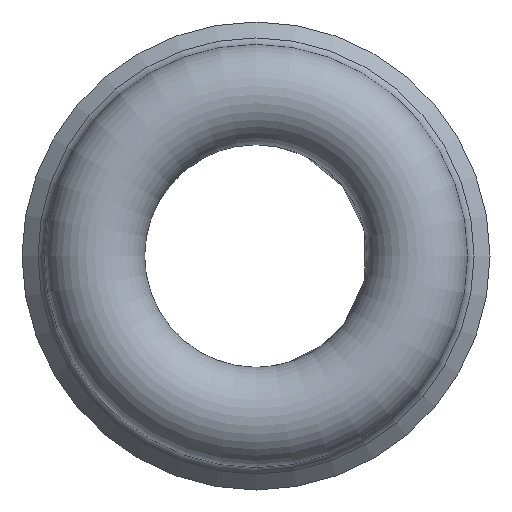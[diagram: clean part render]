
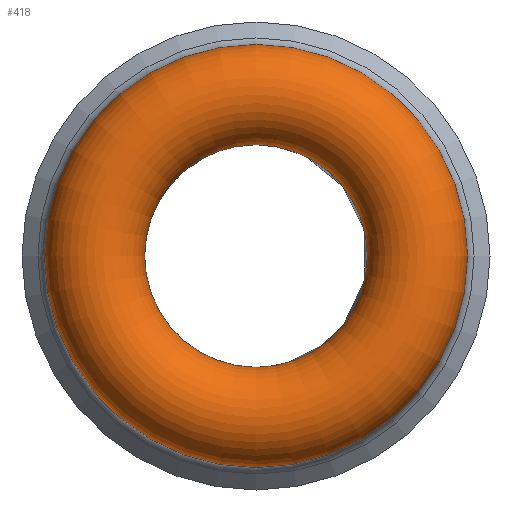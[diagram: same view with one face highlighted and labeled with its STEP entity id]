
A CAD part, front view. The second image highlights one B-rep face of the part: STEP entity #418.
In plain terms, the highlighted toroidal (fillet/blend) face has major radius 7.25 mm and minor radius 2.25 mm.
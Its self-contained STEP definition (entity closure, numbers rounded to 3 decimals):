
#18=TOROIDAL_SURFACE('',#464,7.25,2.25);
#27=CIRCLE('',#461,5.);
#28=CIRCLE('',#462,5.);
#30=CIRCLE('',#465,9.5);
#31=CIRCLE('',#466,2.25);
#32=CIRCLE('',#467,9.5);
#86=FACE_OUTER_BOUND('',#109,.T.);
#109=EDGE_LOOP('',(#340,#341,#342,#343,#344,#345));
#179=VERTEX_POINT('',#1224);
#180=VERTEX_POINT('',#1226);
#181=VERTEX_POINT('',#1231);
#182=VERTEX_POINT('',#1232);
#236=EDGE_CURVE('',#180,#179,#27,.T.);
#237=EDGE_CURVE('',#179,#180,#28,.T.);
#239=EDGE_CURVE('',#181,#182,#30,.T.);
#240=EDGE_CURVE('',#181,#180,#31,.T.);
#241=EDGE_CURVE('',#182,#181,#32,.T.);
#340=ORIENTED_EDGE('',*,*,#239,.F.);
#341=ORIENTED_EDGE('',*,*,#240,.T.);
#342=ORIENTED_EDGE('',*,*,#236,.T.);
#343=ORIENTED_EDGE('',*,*,#237,.T.);
#344=ORIENTED_EDGE('',*,*,#240,.F.);
#345=ORIENTED_EDGE('',*,*,#241,.F.);
#418=ADVANCED_FACE('',(#86),#18,.T.);
#461=AXIS2_PLACEMENT_3D('',#1227,#517,#518);
#462=AXIS2_PLACEMENT_3D('',#1228,#519,#520);
#464=AXIS2_PLACEMENT_3D('',#1230,#523,#524);
#465=AXIS2_PLACEMENT_3D('',#1233,#525,#526);
#466=AXIS2_PLACEMENT_3D('',#1234,#527,#528);
#467=AXIS2_PLACEMENT_3D('',#1235,#529,#530);
#517=DIRECTION('center_axis',(0.,1.,0.));
#518=DIRECTION('ref_axis',(-1.,0.,0.));
#519=DIRECTION('center_axis',(0.,1.,0.));
#520=DIRECTION('ref_axis',(-1.,0.,0.));
#523=DIRECTION('center_axis',(0.,1.,0.));
#524=DIRECTION('ref_axis',(0.,0.,1.));
#525=DIRECTION('center_axis',(0.,1.,0.));
#526=DIRECTION('ref_axis',(-1.,0.,0.));
#527=DIRECTION('center_axis',(-1.,0.,0.));
#528=DIRECTION('ref_axis',(0.,0.,-1.));
#529=DIRECTION('center_axis',(0.,1.,0.));
#530=DIRECTION('ref_axis',(-1.,0.,0.));
#1224=CARTESIAN_POINT('',(5.,1.85,0.));
#1226=CARTESIAN_POINT('',(0.,1.85,-5.));
#1227=CARTESIAN_POINT('Origin',(0.,1.85,0.));
#1228=CARTESIAN_POINT('Origin',(0.,1.85,0.));
#1230=CARTESIAN_POINT('Origin',(0.,1.85,0.));
#1231=CARTESIAN_POINT('',(0.,1.85,-9.5));
#1232=CARTESIAN_POINT('',(9.5,1.85,0.));
#1233=CARTESIAN_POINT('Origin',(0.,1.85,0.));
#1234=CARTESIAN_POINT('Origin',(0.,1.85,-7.25));
#1235=CARTESIAN_POINT('Origin',(0.,1.85,0.));
